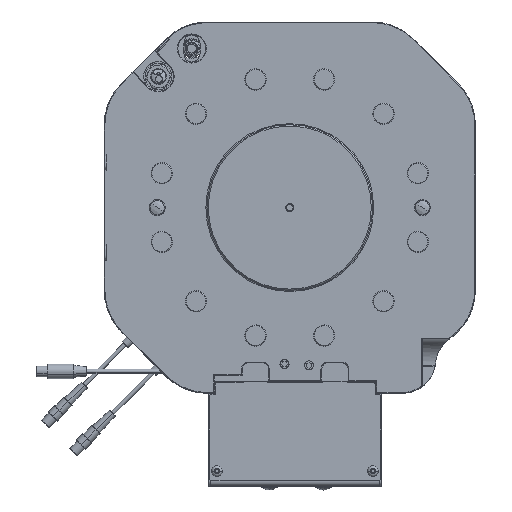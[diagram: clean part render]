
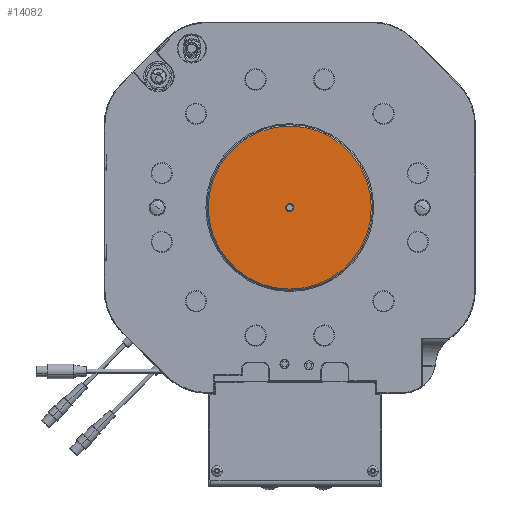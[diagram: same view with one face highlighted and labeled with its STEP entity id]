
A CAD part, top view. The second image highlights one B-rep face of the part: STEP entity #14082.
In plain terms, the highlighted planar face has unit normal (0, 0, 1).
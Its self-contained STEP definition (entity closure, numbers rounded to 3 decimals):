
#8776 = AXIS2_PLACEMENT_3D ( 'NONE', #105272, #88166, #79885 ) ;
#14082 = ADVANCED_FACE ( 'NONE', ( #30989 ), #22781, .T. ) ;
#14318 = CIRCLE ( 'NONE', #8776, 61.5 ) ;
#14465 = CARTESIAN_POINT ( 'NONE',  ( 61.5, 0., 7.5 ) ) ;
#14683 = DIRECTION ( 'NONE',  ( 1., 0., 0. ) ) ;
#22781 = PLANE ( 'NONE',  #79006 ) ;
#25405 = EDGE_CURVE ( 'NONE', #88827, #66321, #51130, .T. ) ;
#30989 = FACE_OUTER_BOUND ( 'NONE', #59017, .T. ) ;
#31557 = ORIENTED_EDGE ( 'NONE', *, *, #80371, .T. ) ;
#37918 = AXIS2_PLACEMENT_3D ( 'NONE', #76755, #112213, #14683 ) ;
#49908 = CARTESIAN_POINT ( 'NONE',  ( 0., 0., 7.5 ) ) ;
#51130 = CIRCLE ( 'NONE', #37918, 61.5 ) ;
#52980 = ORIENTED_EDGE ( 'NONE', *, *, #25405, .T. ) ;
#59017 = EDGE_LOOP ( 'NONE', ( #31557, #52980 ) ) ;
#66277 = CARTESIAN_POINT ( 'NONE',  ( -61.5, 0., 7.5 ) ) ;
#66321 = VERTEX_POINT ( 'NONE', #66277 ) ;
#67055 = DIRECTION ( 'NONE',  ( 1., 0., 0. ) ) ;
#76755 = CARTESIAN_POINT ( 'NONE',  ( 0., 0., 7.5 ) ) ;
#79006 = AXIS2_PLACEMENT_3D ( 'NONE', #49908, #85400, #67055 ) ;
#79885 = DIRECTION ( 'NONE',  ( 1., 0., 0. ) ) ;
#80371 = EDGE_CURVE ( 'NONE', #66321, #88827, #14318, .T. ) ;
#85400 = DIRECTION ( 'NONE',  ( 0., 0., 1. ) ) ;
#88166 = DIRECTION ( 'NONE',  ( 0., 0., 1. ) ) ;
#88827 = VERTEX_POINT ( 'NONE', #14465 ) ;
#105272 = CARTESIAN_POINT ( 'NONE',  ( 0., 0., 7.5 ) ) ;
#112213 = DIRECTION ( 'NONE',  ( 0., 0., 1. ) ) ;
